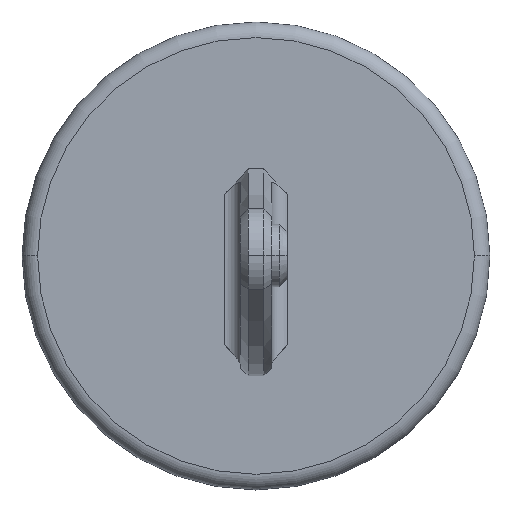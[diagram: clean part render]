
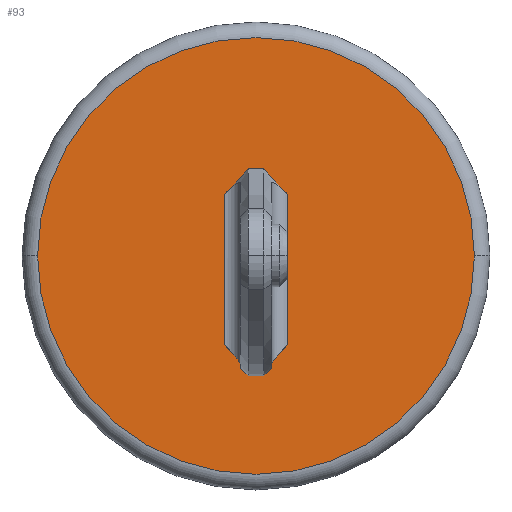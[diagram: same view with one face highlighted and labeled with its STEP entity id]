
A CAD part, top view. The second image highlights one B-rep face of the part: STEP entity #93.
In plain terms, the highlighted planar face has unit normal (0, 0, 1).
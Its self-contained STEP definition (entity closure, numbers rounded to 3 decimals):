
#1 = LINE ( 'NONE', #293, #157 ) ;
#6 = EDGE_CURVE ( 'NONE', #327, #343, #30, .T. ) ;
#15 = VERTEX_POINT ( 'NONE', #600 ) ;
#30 = CIRCLE ( 'NONE', #82, 70. ) ;
#44 = CARTESIAN_POINT ( 'NONE',  ( 8.331, 21.598, 20. ) ) ;
#56 = CARTESIAN_POINT ( 'NONE',  ( 4.166, 26.081, 20. ) ) ;
#63 = CARTESIAN_POINT ( 'NONE',  ( 10., -33.665, 20. ) ) ;
#65 = CARTESIAN_POINT ( 'NONE',  ( -2.5, -36.226, 20. ) ) ;
#71 = EDGE_CURVE ( 'NONE', #551, #873, #1, .T. ) ;
#81 = CARTESIAN_POINT ( 'NONE',  ( -6.668, -31.956, 20. ) ) ;
#82 = AXIS2_PLACEMENT_3D ( 'NONE', #374, #454, #961 ) ;
#91 = CARTESIAN_POINT ( 'NONE',  ( -10., -28.535, 20. ) ) ;
#93 = ADVANCED_FACE ( 'NONE', ( #238, #907 ), #536, .T. ) ;
#97 = CARTESIAN_POINT ( 'NONE',  ( 10., 19.808, 20. ) ) ;
#109 = ORIENTED_EDGE ( 'NONE', *, *, #71, .T. ) ;
#115 = CARTESIAN_POINT ( 'NONE',  ( 70., 0., 20. ) ) ;
#126 = CARTESIAN_POINT ( 'NONE',  ( 5., 25.182, 20. ) ) ;
#129 = CARTESIAN_POINT ( 'NONE',  ( 2.5, 27.878, 20. ) ) ;
#135 = CARTESIAN_POINT ( 'NONE',  ( -3.334, -35.373, 20. ) ) ;
#137 = VERTEX_POINT ( 'NONE', #97 ) ;
#154 = DIRECTION ( 'NONE',  ( 1., 0., 0. ) ) ;
#155 = EDGE_CURVE ( 'NONE', #436, #728, #783, .T. ) ;
#157 = VECTOR ( 'NONE', #604, 1000. ) ;
#173 = EDGE_CURVE ( 'NONE', #560, #551, #810, .T. ) ;
#175 = EDGE_LOOP ( 'NONE', ( #181, #204, #917, #821, #943, #463, #109, #879 ) ) ;
#181 = ORIENTED_EDGE ( 'NONE', *, *, #155, .T. ) ;
#184 = B_SPLINE_CURVE_WITH_KNOTS ( 'NONE', 3,
 ( #806, #282, #56, #126, #736, #44, #514 ),
 .UNSPECIFIED., .F., .F.,
 ( 4, 3, 4 ),
 ( 0., 0.004, 0.011 ),
 .UNSPECIFIED. ) ;
#188 = CARTESIAN_POINT ( 'NONE',  ( 2.5, -36.226, 20. ) ) ;
#203 = CARTESIAN_POINT ( 'NONE',  ( -70., 0., 20. ) ) ;
#204 = ORIENTED_EDGE ( 'NONE', *, *, #891, .T. ) ;
#216 = CARTESIAN_POINT ( 'NONE',  ( -4.167, -34.519, 20. ) ) ;
#238 = FACE_BOUND ( 'NONE', #175, .T. ) ;
#259 = CARTESIAN_POINT ( 'NONE',  ( -2.5, -36.226, 20. ) ) ;
#273 = AXIS2_PLACEMENT_3D ( 'NONE', #686, #828, #154 ) ;
#281 = DIRECTION ( 'NONE',  ( 0., 0., 1. ) ) ;
#282 = CARTESIAN_POINT ( 'NONE',  ( 3.333, 26.979, 20. ) ) ;
#293 = CARTESIAN_POINT ( 'NONE',  ( 5., -36.226, 20. ) ) ;
#327 = VERTEX_POINT ( 'NONE', #115 ) ;
#343 = VERTEX_POINT ( 'NONE', #203 ) ;
#354 = CARTESIAN_POINT ( 'NONE',  ( 0., 0., 20. ) ) ;
#358 = VECTOR ( 'NONE', #569, 1000. ) ;
#363 = EDGE_CURVE ( 'NONE', #814, #137, #184, .T. ) ;
#374 = CARTESIAN_POINT ( 'NONE',  ( 0., 0., 20. ) ) ;
#395 = CARTESIAN_POINT ( 'NONE',  ( 4.167, -34.519, 20. ) ) ;
#400 = CARTESIAN_POINT ( 'NONE',  ( -10., 0., 20. ) ) ;
#436 = VERTEX_POINT ( 'NONE', #91 ) ;
#438 = CARTESIAN_POINT ( 'NONE',  ( -3.333, 26.979, 20. ) ) ;
#454 = DIRECTION ( 'NONE',  ( 0., 0., 1. ) ) ;
#463 = ORIENTED_EDGE ( 'NONE', *, *, #173, .T. ) ;
#466 = CARTESIAN_POINT ( 'NONE',  ( 5., -33.665, 20. ) ) ;
#476 = CARTESIAN_POINT ( 'NONE',  ( -6.665, 23.389, 20. ) ) ;
#479 = CARTESIAN_POINT ( 'NONE',  ( -10., 19.808, 20. ) ) ;
#482 = CARTESIAN_POINT ( 'NONE',  ( 8.335, -30.246, 20. ) ) ;
#499 = AXIS2_PLACEMENT_3D ( 'NONE', #354, #281, #599 ) ;
#511 = LINE ( 'NONE', #63, #358 ) ;
#514 = CARTESIAN_POINT ( 'NONE',  ( 10., 19.808, 20. ) ) ;
#518 = ORIENTED_EDGE ( 'NONE', *, *, #723, .T. ) ;
#528 = CARTESIAN_POINT ( 'NONE',  ( -5., -33.665, 20. ) ) ;
#536 = PLANE ( 'NONE',  #273 ) ;
#537 = ORIENTED_EDGE ( 'NONE', *, *, #6, .T. ) ;
#551 = VERTEX_POINT ( 'NONE', #188 ) ;
#560 = VERTEX_POINT ( 'NONE', #924 ) ;
#569 = DIRECTION ( 'NONE',  ( 0., -1., 0. ) ) ;
#588 = CARTESIAN_POINT ( 'NONE',  ( -2.5, 27.878, 20. ) ) ;
#599 = DIRECTION ( 'NONE',  ( 1., 0., 0. ) ) ;
#600 = CARTESIAN_POINT ( 'NONE',  ( -2.5, 27.878, 20. ) ) ;
#604 = DIRECTION ( 'NONE',  ( -1., 0., 0. ) ) ;
#606 = VECTOR ( 'NONE', #744, 1000. ) ;
#610 = CARTESIAN_POINT ( 'NONE',  ( -10., 19.808, 20. ) ) ;
#618 = CARTESIAN_POINT ( 'NONE',  ( 10., -28.535, 20. ) ) ;
#624 = VECTOR ( 'NONE', #704, 1000. ) ;
#626 = CARTESIAN_POINT ( 'NONE',  ( 6.668, -31.956, 20. ) ) ;
#663 = CARTESIAN_POINT ( 'NONE',  ( 5., 27.878, 20. ) ) ;
#680 = B_SPLINE_CURVE_WITH_KNOTS ( 'NONE', 3,
 ( #65, #135, #216, #528, #81, #740, #827 ),
 .UNSPECIFIED., .F., .F.,
 ( 4, 3, 4 ),
 ( 0., 0.004, 0.011 ),
 .UNSPECIFIED. ) ;
#686 = CARTESIAN_POINT ( 'NONE',  ( 0., 0., 20. ) ) ;
#690 = EDGE_CURVE ( 'NONE', #873, #436, #680, .T. ) ;
#702 = CARTESIAN_POINT ( 'NONE',  ( -4.166, 26.081, 20. ) ) ;
#704 = DIRECTION ( 'NONE',  ( 0., 1., 0. ) ) ;
#710 = CARTESIAN_POINT ( 'NONE',  ( 2.5, -36.226, 20. ) ) ;
#723 = EDGE_CURVE ( 'NONE', #343, #327, #759, .T. ) ;
#728 = VERTEX_POINT ( 'NONE', #610 ) ;
#734 = B_SPLINE_CURVE_WITH_KNOTS ( 'NONE', 3,
 ( #479, #932, #476, #784, #702, #438, #588 ),
 .UNSPECIFIED., .F., .F.,
 ( 4, 3, 4 ),
 ( -0.007, 0., 0.004 ),
 .UNSPECIFIED. ) ;
#736 = CARTESIAN_POINT ( 'NONE',  ( 6.665, 23.389, 20. ) ) ;
#740 = CARTESIAN_POINT ( 'NONE',  ( -8.335, -30.246, 20. ) ) ;
#744 = DIRECTION ( 'NONE',  ( -1., 0., 0. ) ) ;
#759 = CIRCLE ( 'NONE', #499, 70. ) ;
#783 = LINE ( 'NONE', #400, #624 ) ;
#784 = CARTESIAN_POINT ( 'NONE',  ( -5., 25.182, 20. ) ) ;
#804 = LINE ( 'NONE', #663, #606 ) ;
#806 = CARTESIAN_POINT ( 'NONE',  ( 2.5, 27.878, 20. ) ) ;
#810 = B_SPLINE_CURVE_WITH_KNOTS ( 'NONE', 3,
 ( #618, #482, #626, #466, #395, #857, #710 ),
 .UNSPECIFIED., .F., .F.,
 ( 4, 3, 4 ),
 ( -0.007, 0., 0.004 ),
 .UNSPECIFIED. ) ;
#814 = VERTEX_POINT ( 'NONE', #129 ) ;
#821 = ORIENTED_EDGE ( 'NONE', *, *, #363, .T. ) ;
#827 = CARTESIAN_POINT ( 'NONE',  ( -10., -28.535, 20. ) ) ;
#828 = DIRECTION ( 'NONE',  ( 0., 0., 1. ) ) ;
#834 = EDGE_LOOP ( 'NONE', ( #537, #518 ) ) ;
#857 = CARTESIAN_POINT ( 'NONE',  ( 3.334, -35.373, 20. ) ) ;
#873 = VERTEX_POINT ( 'NONE', #259 ) ;
#879 = ORIENTED_EDGE ( 'NONE', *, *, #690, .T. ) ;
#891 = EDGE_CURVE ( 'NONE', #728, #15, #734, .T. ) ;
#907 = FACE_OUTER_BOUND ( 'NONE', #834, .T. ) ;
#908 = EDGE_CURVE ( 'NONE', #814, #15, #804, .T. ) ;
#917 = ORIENTED_EDGE ( 'NONE', *, *, #908, .F. ) ;
#924 = CARTESIAN_POINT ( 'NONE',  ( 10., -28.535, 20. ) ) ;
#932 = CARTESIAN_POINT ( 'NONE',  ( -8.331, 21.598, 20. ) ) ;
#935 = EDGE_CURVE ( 'NONE', #137, #560, #511, .T. ) ;
#943 = ORIENTED_EDGE ( 'NONE', *, *, #935, .T. ) ;
#961 = DIRECTION ( 'NONE',  ( 1., 0., 0. ) ) ;
